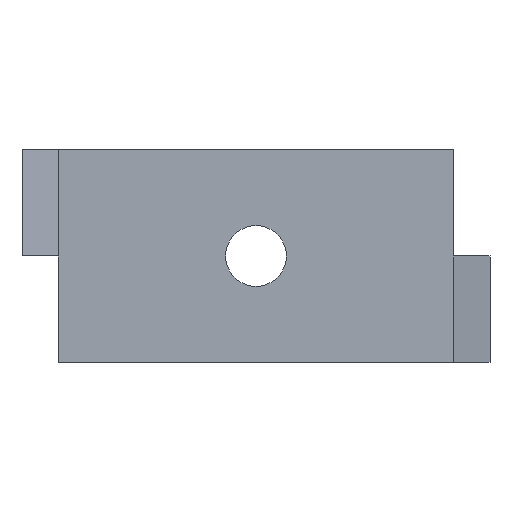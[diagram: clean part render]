
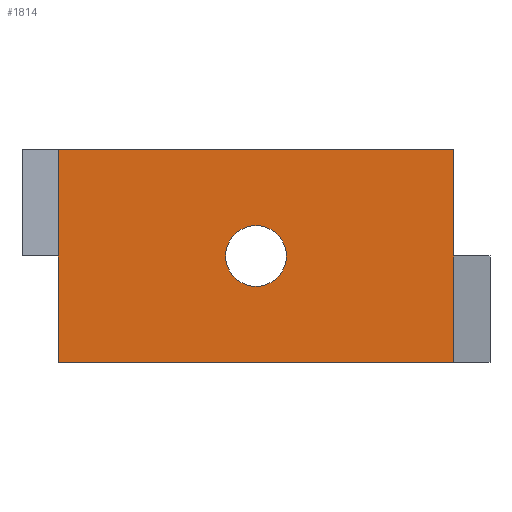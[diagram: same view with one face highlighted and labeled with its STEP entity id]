
A CAD part, front view. The second image highlights one B-rep face of the part: STEP entity #1814.
In plain terms, the highlighted planar face has unit normal (0, -1, 0).
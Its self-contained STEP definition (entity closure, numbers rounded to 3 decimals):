
#15 = CARTESIAN_POINT ( 'NONE',  ( -13., 0., -7. ) ) ;
#46 = FACE_BOUND ( 'NONE', #2486, .T. ) ;
#49 = EDGE_LOOP ( 'NONE', ( #204, #1680, #2802, #2382 ) ) ;
#188 = VECTOR ( 'NONE', #974, 1000. ) ;
#190 = VECTOR ( 'NONE', #2704, 1000. ) ;
#204 = ORIENTED_EDGE ( 'NONE', *, *, #1628, .F. ) ;
#300 = DIRECTION ( 'NONE',  ( 0., -1., 0. ) ) ;
#306 = EDGE_CURVE ( 'NONE', #2781, #2239, #1509, .T. ) ;
#322 = VERTEX_POINT ( 'NONE', #1851 ) ;
#367 = ORIENTED_EDGE ( 'NONE', *, *, #306, .T. ) ;
#573 = LINE ( 'NONE', #2915, #2279 ) ;
#649 = DIRECTION ( 'NONE',  ( 0., 1., 0. ) ) ;
#707 = CARTESIAN_POINT ( 'NONE',  ( 13., 0., -7. ) ) ;
#837 = ORIENTED_EDGE ( 'NONE', *, *, #1703, .T. ) ;
#920 = EDGE_CURVE ( 'NONE', #1389, #1972, #573, .T. ) ;
#929 = DIRECTION ( 'NONE',  ( 0., 0., 1. ) ) ;
#974 = DIRECTION ( 'NONE',  ( 1., 0., 0. ) ) ;
#1177 = VECTOR ( 'NONE', #2626, 1000. ) ;
#1197 = CARTESIAN_POINT ( 'NONE',  ( -13., 0., 7. ) ) ;
#1389 = VERTEX_POINT ( 'NONE', #707 ) ;
#1505 = LINE ( 'NONE', #2467, #190 ) ;
#1509 = CIRCLE ( 'NONE', #1755, 2. ) ;
#1529 = CARTESIAN_POINT ( 'NONE',  ( 0., 0., -2. ) ) ;
#1578 = DIRECTION ( 'NONE',  ( 0., 0., 1. ) ) ;
#1628 = EDGE_CURVE ( 'NONE', #2936, #322, #1661, .T. ) ;
#1661 = LINE ( 'NONE', #1197, #188 ) ;
#1680 = ORIENTED_EDGE ( 'NONE', *, *, #2687, .F. ) ;
#1690 = CARTESIAN_POINT ( 'NONE',  ( 0., 0., 0. ) ) ;
#1703 = EDGE_CURVE ( 'NONE', #2239, #2781, #1865, .T. ) ;
#1742 = LINE ( 'NONE', #2262, #1177 ) ;
#1755 = AXIS2_PLACEMENT_3D ( 'NONE', #3017, #649, #1578 ) ;
#1814 = ADVANCED_FACE ( 'NONE', ( #46, #1984 ), #2921, .T. ) ;
#1851 = CARTESIAN_POINT ( 'NONE',  ( 13., 0., 7. ) ) ;
#1865 = CIRCLE ( 'NONE', #3051, 2. ) ;
#1972 = VERTEX_POINT ( 'NONE', #15 ) ;
#1984 = FACE_OUTER_BOUND ( 'NONE', #49, .T. ) ;
#2235 = EDGE_CURVE ( 'NONE', #1389, #322, #1505, .T. ) ;
#2239 = VERTEX_POINT ( 'NONE', #2898 ) ;
#2241 = CARTESIAN_POINT ( 'NONE',  ( -13., 0., 7. ) ) ;
#2262 = CARTESIAN_POINT ( 'NONE',  ( -13., 0., -34.857 ) ) ;
#2279 = VECTOR ( 'NONE', #2678, 1000. ) ;
#2375 = AXIS2_PLACEMENT_3D ( 'NONE', #1690, #300, #2683 ) ;
#2382 = ORIENTED_EDGE ( 'NONE', *, *, #2235, .T. ) ;
#2467 = CARTESIAN_POINT ( 'NONE',  ( 13., 0., -34.857 ) ) ;
#2486 = EDGE_LOOP ( 'NONE', ( #837, #367 ) ) ;
#2626 = DIRECTION ( 'NONE',  ( 0., 0., 1. ) ) ;
#2678 = DIRECTION ( 'NONE',  ( -1., 0., 0. ) ) ;
#2683 = DIRECTION ( 'NONE',  ( 0., 0., -1. ) ) ;
#2687 = EDGE_CURVE ( 'NONE', #1972, #2936, #1742, .T. ) ;
#2704 = DIRECTION ( 'NONE',  ( 0., 0., 1. ) ) ;
#2781 = VERTEX_POINT ( 'NONE', #1529 ) ;
#2787 = DIRECTION ( 'NONE',  ( 0., 1., 0. ) ) ;
#2802 = ORIENTED_EDGE ( 'NONE', *, *, #920, .F. ) ;
#2898 = CARTESIAN_POINT ( 'NONE',  ( 0., 0., 2. ) ) ;
#2915 = CARTESIAN_POINT ( 'NONE',  ( -13., 0., -7. ) ) ;
#2921 = PLANE ( 'NONE',  #2375 ) ;
#2936 = VERTEX_POINT ( 'NONE', #2241 ) ;
#3017 = CARTESIAN_POINT ( 'NONE',  ( 0., 0., 0. ) ) ;
#3037 = CARTESIAN_POINT ( 'NONE',  ( 0., 0., 0. ) ) ;
#3051 = AXIS2_PLACEMENT_3D ( 'NONE', #3037, #2787, #929 ) ;
